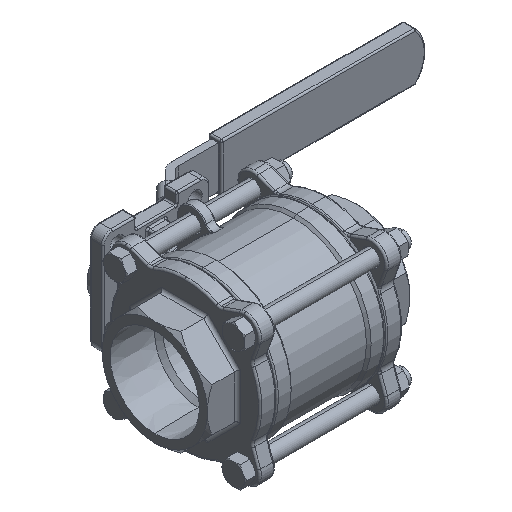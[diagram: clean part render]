
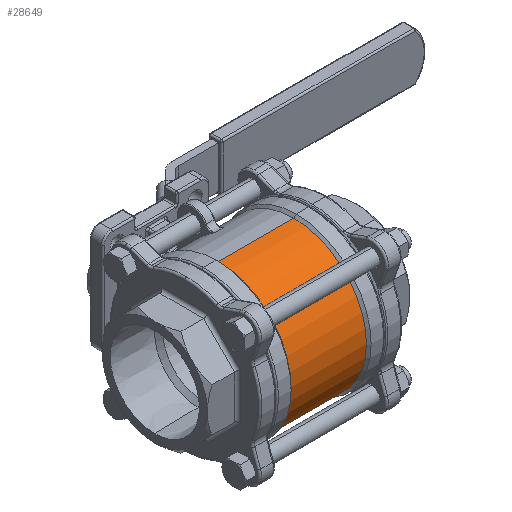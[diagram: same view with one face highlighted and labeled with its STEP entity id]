
A CAD part, isometric view. The second image highlights one B-rep face of the part: STEP entity #28649.
In plain terms, the highlighted cylindrical face has radius 46.25 mm (diameter 92.5 mm), a partial arc.
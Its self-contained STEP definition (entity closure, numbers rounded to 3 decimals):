
#1301 = CARTESIAN_POINT ( 'NONE',  ( -23.95, 0., 0. ) ) ;
#3073 = CIRCLE ( 'NONE', #6321, 46.25 ) ;
#5307 = EDGE_CURVE ( 'NONE', #17870, #8377, #3073, .T. ) ;
#6321 = AXIS2_PLACEMENT_3D ( 'NONE', #15922, #23555, #21521 ) ;
#8254 = CARTESIAN_POINT ( 'NONE',  ( 23.95, 0., -46.25 ) ) ;
#8377 = VERTEX_POINT ( 'NONE', #25477 ) ;
#9151 = EDGE_CURVE ( 'NONE', #8377, #24550, #10401, .T. ) ;
#10193 = DIRECTION ( 'NONE',  ( -1., 0., 0. ) ) ;
#10229 = CARTESIAN_POINT ( 'NONE',  ( -41.659, 0., 46.25 ) ) ;
#10329 = AXIS2_PLACEMENT_3D ( 'NONE', #1301, #27805, #16958 ) ;
#10401 = LINE ( 'NONE', #10229, #21066 ) ;
#10705 = EDGE_CURVE ( 'NONE', #17870, #27206, #30035, .T. ) ;
#11701 = CARTESIAN_POINT ( 'NONE',  ( -41.659, 0., -46.25 ) ) ;
#11866 = DIRECTION ( 'NONE',  ( -1., 0., 0. ) ) ;
#12669 = ORIENTED_EDGE ( 'NONE', *, *, #18894, .F. ) ;
#14354 = EDGE_LOOP ( 'NONE', ( #31540, #28001, #15674, #12669 ) ) ;
#15674 = ORIENTED_EDGE ( 'NONE', *, *, #9151, .T. ) ;
#15922 = CARTESIAN_POINT ( 'NONE',  ( 23.95, 0., 0. ) ) ;
#16061 = AXIS2_PLACEMENT_3D ( 'NONE', #28695, #10193, #20575 ) ;
#16958 = DIRECTION ( 'NONE',  ( 0., 0., 1. ) ) ;
#17870 = VERTEX_POINT ( 'NONE', #8254 ) ;
#18894 = EDGE_CURVE ( 'NONE', #27206, #24550, #32549, .T. ) ;
#20575 = DIRECTION ( 'NONE',  ( 0., 0., 1. ) ) ;
#21066 = VECTOR ( 'NONE', #31116, 1000. ) ;
#21496 = CARTESIAN_POINT ( 'NONE',  ( -23.95, 0., -46.25 ) ) ;
#21521 = DIRECTION ( 'NONE',  ( 0., 0., 1. ) ) ;
#23107 = CYLINDRICAL_SURFACE ( 'NONE', #16061, 46.25 ) ;
#23367 = CARTESIAN_POINT ( 'NONE',  ( -23.95, 0., 46.25 ) ) ;
#23555 = DIRECTION ( 'NONE',  ( -1., 0., 0. ) ) ;
#24550 = VERTEX_POINT ( 'NONE', #23367 ) ;
#25477 = CARTESIAN_POINT ( 'NONE',  ( 23.95, 0., 46.25 ) ) ;
#25988 = FACE_OUTER_BOUND ( 'NONE', #14354, .T. ) ;
#27206 = VERTEX_POINT ( 'NONE', #21496 ) ;
#27805 = DIRECTION ( 'NONE',  ( -1., 0., 0. ) ) ;
#28001 = ORIENTED_EDGE ( 'NONE', *, *, #5307, .T. ) ;
#28649 = ADVANCED_FACE ( 'NONE', ( #25988 ), #23107, .T. ) ;
#28695 = CARTESIAN_POINT ( 'NONE',  ( -41.659, 0., 0. ) ) ;
#30035 = LINE ( 'NONE', #11701, #30426 ) ;
#30426 = VECTOR ( 'NONE', #11866, 1000. ) ;
#31116 = DIRECTION ( 'NONE',  ( -1., 0., 0. ) ) ;
#31540 = ORIENTED_EDGE ( 'NONE', *, *, #10705, .F. ) ;
#32549 = CIRCLE ( 'NONE', #10329, 46.25 ) ;
